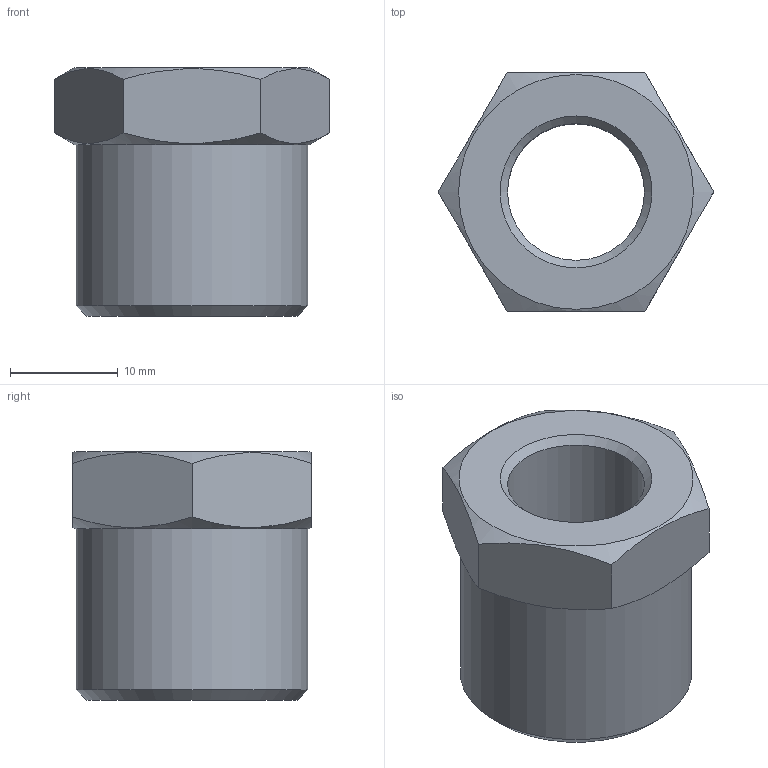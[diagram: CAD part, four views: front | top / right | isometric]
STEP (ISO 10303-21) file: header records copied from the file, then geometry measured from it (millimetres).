
FILE_DESCRIPTION(/* description */ ('1/2 X1/4 REDUCER (BRASS)'),/* implementation_level */ '2;1');
FILE_NAME(/* name */ '#24_1-2X1-4.stp',/* time_stamp */ '2018-05-02T14:13:59+10:00',/* author */ ('daud'),/* organization */ (''),/* preprocessor_version */ 'ST-DEVELOPER v16.13',/* originating_system */ 'Autodesk Inventor 2018',/* authorisation */ '');
FILE_SCHEMA (('AUTOMOTIVE_DESIGN { 1 0 10303 214 3 1 1 }'));
Length unit declared in the file: millimetre
Products named in the file (1): #418
Bounding box: 25.58 x 22.15 x 23.1 mm (x, y, z)
Volume: 5826.7 mm3; surface area: 3035.8 mm2
Topology: 1 solids, 1 shells, 15 faces, 35 edges, 23 vertices
Faces by surface type: plane 9, cone 4, cylinder 2
Full cylindrical faces by diameter (mm): 12.7 x1, 21.5 x1
Entity records: 403 total; most frequent: CARTESIAN_POINT 86, DIRECTION 54, ORIENTED_EDGE 52, EDGE_CURVE 26, EDGE_LOOP 24, AXIS2_PLACEMENT_3D 24, VERTEX_POINT 20, FACE_OUTER_BOUND 15
